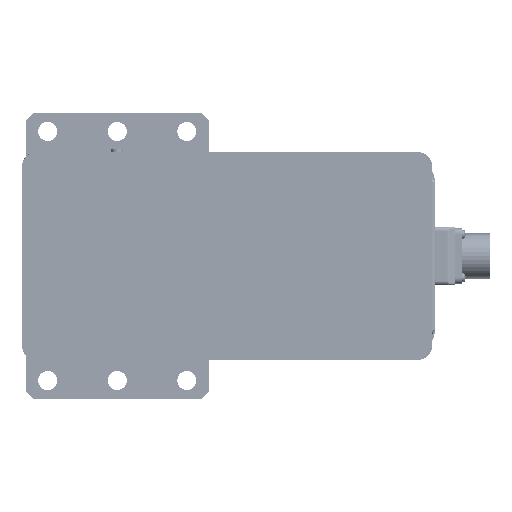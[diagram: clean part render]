
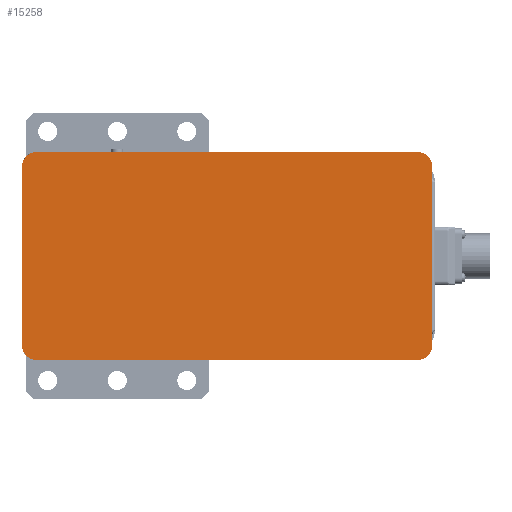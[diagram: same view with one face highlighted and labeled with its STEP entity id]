
A CAD part, front view. The second image highlights one B-rep face of the part: STEP entity #15258.
In plain terms, the highlighted face is planar.
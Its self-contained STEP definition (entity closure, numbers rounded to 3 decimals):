
#287 = CARTESIAN_POINT ( 'NONE',  ( 71.001, 55., -163. ) ) ;
#2261 = VECTOR ( 'NONE', #131165, 1000. ) ;
#3950 = CARTESIAN_POINT ( 'NONE',  ( 61., -215.001, -163. ) ) ;
#5361 = EDGE_CURVE ( 'NONE', #85874, #121335, #91467, .T. ) ;
#11375 = DIRECTION ( 'NONE',  ( -1., 0., 0. ) ) ;
#11697 = EDGE_CURVE ( 'NONE', #61403, #91674, #163804, .T. ) ;
#11711 = CARTESIAN_POINT ( 'NONE',  ( 71.001, -205., -163. ) ) ;
#12523 = CARTESIAN_POINT ( 'NONE',  ( -61., -215.001, -163. ) ) ;
#14502 = AXIS2_PLACEMENT_3D ( 'NONE', #19173, #87226, #113483 ) ;
#15258 = ADVANCED_FACE ( 'NONE', ( #24996 ), #64289, .T. ) ;
#15785 = LINE ( 'NONE', #135452, #121945 ) ;
#19173 = CARTESIAN_POINT ( 'NONE',  ( -61., -205., -163. ) ) ;
#20125 = DIRECTION ( 'NONE',  ( -1., 0., 0. ) ) ;
#20131 = ORIENTED_EDGE ( 'NONE', *, *, #145671, .T. ) ;
#24918 = CARTESIAN_POINT ( 'NONE',  ( 61., -205., -163. ) ) ;
#24996 = FACE_OUTER_BOUND ( 'NONE', #44705, .T. ) ;
#26815 = EDGE_CURVE ( 'NONE', #88055, #137697, #106809, .T. ) ;
#33244 = ORIENTED_EDGE ( 'NONE', *, *, #129355, .T. ) ;
#40696 = CARTESIAN_POINT ( 'NONE',  ( -71.001, -205., -163. ) ) ;
#41352 = CARTESIAN_POINT ( 'NONE',  ( -61., 65.001, -163. ) ) ;
#44705 = EDGE_LOOP ( 'NONE', ( #33244, #146985, #97167, #20131, #146904, #72299, #80113, #123928 ) ) ;
#46687 = AXIS2_PLACEMENT_3D ( 'NONE', #115891, #63439, #66008 ) ;
#51536 = DIRECTION ( 'NONE',  ( 0., 0., -1. ) ) ;
#51659 = CARTESIAN_POINT ( 'NONE',  ( -61., 65.001, -163. ) ) ;
#61403 = VERTEX_POINT ( 'NONE', #118380 ) ;
#62726 = EDGE_CURVE ( 'NONE', #91674, #74464, #89754, .T. ) ;
#63439 = DIRECTION ( 'NONE',  ( 0., 0., -1. ) ) ;
#64289 = PLANE ( 'NONE',  #46687 ) ;
#66008 = DIRECTION ( 'NONE',  ( -1., 0., 0. ) ) ;
#69008 = DIRECTION ( 'NONE',  ( 0., 1., 0. ) ) ;
#70887 = VECTOR ( 'NONE', #81438, 1000. ) ;
#70913 = AXIS2_PLACEMENT_3D ( 'NONE', #129344, #51536, #11375 ) ;
#72299 = ORIENTED_EDGE ( 'NONE', *, *, #127306, .T. ) ;
#72888 = DIRECTION ( 'NONE',  ( -1., 0., 0. ) ) ;
#74464 = VERTEX_POINT ( 'NONE', #40696 ) ;
#74766 = AXIS2_PLACEMENT_3D ( 'NONE', #166029, #162560, #20125 ) ;
#76789 = VERTEX_POINT ( 'NONE', #111035 ) ;
#80113 = ORIENTED_EDGE ( 'NONE', *, *, #171965, .T. ) ;
#80372 = AXIS2_PLACEMENT_3D ( 'NONE', #24918, #170840, #159444 ) ;
#81438 = DIRECTION ( 'NONE',  ( 0., -1., 0. ) ) ;
#85874 = VERTEX_POINT ( 'NONE', #153417 ) ;
#87226 = DIRECTION ( 'NONE',  ( 0., 0., -1. ) ) ;
#88055 = VERTEX_POINT ( 'NONE', #118755 ) ;
#89754 = CIRCLE ( 'NONE', #14502, 10.001 ) ;
#91467 = CIRCLE ( 'NONE', #74766, 10.001 ) ;
#91674 = VERTEX_POINT ( 'NONE', #12523 ) ;
#97167 = ORIENTED_EDGE ( 'NONE', *, *, #62726, .T. ) ;
#106809 = LINE ( 'NONE', #287, #70887 ) ;
#111035 = CARTESIAN_POINT ( 'NONE',  ( 61., 65.001, -163. ) ) ;
#111076 = CIRCLE ( 'NONE', #80372, 10.001 ) ;
#113483 = DIRECTION ( 'NONE',  ( -1., 0., 0. ) ) ;
#115891 = CARTESIAN_POINT ( 'NONE',  ( 61., -205., -163. ) ) ;
#118380 = CARTESIAN_POINT ( 'NONE',  ( 61., -215.001, -163. ) ) ;
#118755 = CARTESIAN_POINT ( 'NONE',  ( 71.001, 55., -163. ) ) ;
#121335 = VERTEX_POINT ( 'NONE', #41352 ) ;
#121945 = VECTOR ( 'NONE', #69008, 1000. ) ;
#123928 = ORIENTED_EDGE ( 'NONE', *, *, #26815, .T. ) ;
#127306 = EDGE_CURVE ( 'NONE', #121335, #76789, #159078, .T. ) ;
#129344 = CARTESIAN_POINT ( 'NONE',  ( 61., 55., -163. ) ) ;
#129355 = EDGE_CURVE ( 'NONE', #137697, #61403, #111076, .T. ) ;
#131165 = DIRECTION ( 'NONE',  ( 1., 0., 0. ) ) ;
#135452 = CARTESIAN_POINT ( 'NONE',  ( -71.001, -205., -163. ) ) ;
#137697 = VERTEX_POINT ( 'NONE', #11711 ) ;
#140139 = VECTOR ( 'NONE', #72888, 1000. ) ;
#140697 = CIRCLE ( 'NONE', #70913, 10.001 ) ;
#145671 = EDGE_CURVE ( 'NONE', #74464, #85874, #15785, .T. ) ;
#146904 = ORIENTED_EDGE ( 'NONE', *, *, #5361, .T. ) ;
#146985 = ORIENTED_EDGE ( 'NONE', *, *, #11697, .T. ) ;
#153417 = CARTESIAN_POINT ( 'NONE',  ( -71.001, 55., -163. ) ) ;
#159078 = LINE ( 'NONE', #51659, #2261 ) ;
#159444 = DIRECTION ( 'NONE',  ( -1., 0., 0. ) ) ;
#162560 = DIRECTION ( 'NONE',  ( 0., 0., -1. ) ) ;
#163804 = LINE ( 'NONE', #3950, #140139 ) ;
#166029 = CARTESIAN_POINT ( 'NONE',  ( -61., 55., -163. ) ) ;
#170840 = DIRECTION ( 'NONE',  ( 0., 0., -1. ) ) ;
#171965 = EDGE_CURVE ( 'NONE', #76789, #88055, #140697, .T. ) ;
